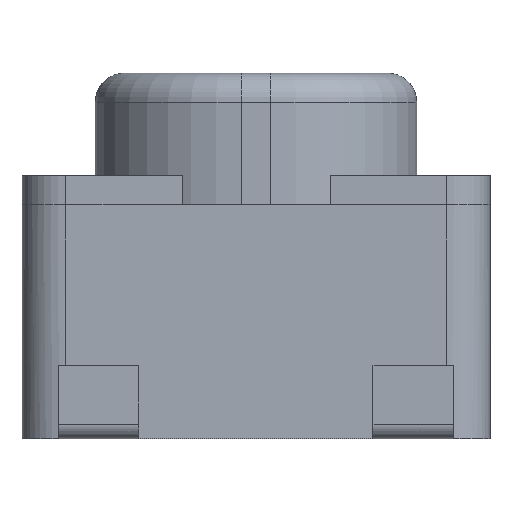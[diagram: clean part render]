
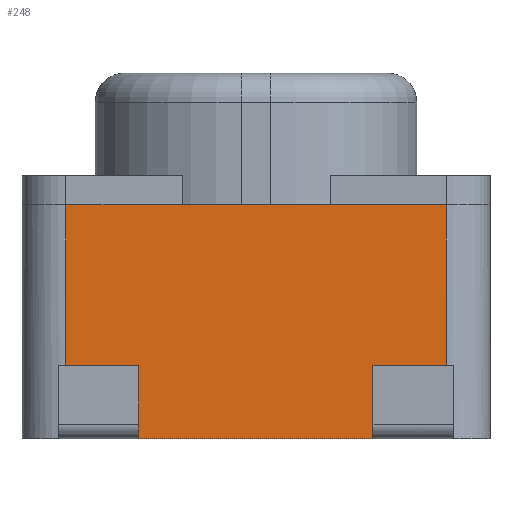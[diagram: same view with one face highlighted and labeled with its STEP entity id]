
A CAD part, left-side view. The second image highlights one B-rep face of the part: STEP entity #248.
In plain terms, the highlighted planar face has unit normal (-1, 0, 0).
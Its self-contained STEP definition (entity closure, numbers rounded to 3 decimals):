
#127 = VERTEX_POINT('',#128);
#128 = CARTESIAN_POINT('',(-2.1,-0.8,0.5));
#137 = VERTEX_POINT('',#138);
#138 = CARTESIAN_POINT('',(-2.1,-1.3,0.5));
#145 = EDGE_CURVE('',#137,#127,#146,.T.);
#146 = LINE('',#147,#148);
#147 = CARTESIAN_POINT('',(-2.1,-1.475,0.5));
#148 = VECTOR('',#149,1.);
#149 = DIRECTION('',(0.,1.,0.));
#160 = VERTEX_POINT('',#161);
#161 = CARTESIAN_POINT('',(-2.1,-0.8,0.));
#170 = EDGE_CURVE('',#127,#160,#171,.T.);
#171 = LINE('',#172,#173);
#172 = CARTESIAN_POINT('',(-2.1,-0.8,0.));
#173 = VECTOR('',#174,1.);
#174 = DIRECTION('',(0.,0.,-1.));
#229 = VERTEX_POINT('',#230);
#230 = CARTESIAN_POINT('',(-2.1,-1.3,1.6));
#237 = EDGE_CURVE('',#137,#229,#238,.T.);
#238 = LINE('',#239,#240);
#239 = CARTESIAN_POINT('',(-2.1,-1.3,0.));
#240 = VECTOR('',#241,1.);
#241 = DIRECTION('',(0.,0.,1.));
#248 = ADVANCED_FACE('',(#249),#308,.F.);
#249 = FACE_BOUND('',#250,.F.);
#250 = EDGE_LOOP('',(#251,#259,#260,#261,#262,#270,#278,#286,#294,#302)
  );
#251 = ORIENTED_EDGE('',*,*,#252,.F.);
#252 = EDGE_CURVE('',#229,#253,#255,.T.);
#253 = VERTEX_POINT('',#254);
#254 = CARTESIAN_POINT('',(-2.1,-0.507,1.6));
#255 = LINE('',#256,#257);
#256 = CARTESIAN_POINT('',(-2.1,-1.6,1.6));
#257 = VECTOR('',#258,1.);
#258 = DIRECTION('',(0.,1.,0.));
#259 = ORIENTED_EDGE('',*,*,#237,.F.);
#260 = ORIENTED_EDGE('',*,*,#145,.T.);
#261 = ORIENTED_EDGE('',*,*,#170,.T.);
#262 = ORIENTED_EDGE('',*,*,#263,.T.);
#263 = EDGE_CURVE('',#160,#264,#266,.T.);
#264 = VERTEX_POINT('',#265);
#265 = CARTESIAN_POINT('',(-2.1,0.8,0.));
#266 = LINE('',#267,#268);
#267 = CARTESIAN_POINT('',(-2.1,-1.6,0.));
#268 = VECTOR('',#269,1.);
#269 = DIRECTION('',(0.,1.,0.));
#270 = ORIENTED_EDGE('',*,*,#271,.F.);
#271 = EDGE_CURVE('',#272,#264,#274,.T.);
#272 = VERTEX_POINT('',#273);
#273 = CARTESIAN_POINT('',(-2.1,0.8,0.5));
#274 = LINE('',#275,#276);
#275 = CARTESIAN_POINT('',(-2.1,0.8,0.));
#276 = VECTOR('',#277,1.);
#277 = DIRECTION('',(0.,0.,-1.));
#278 = ORIENTED_EDGE('',*,*,#279,.T.);
#279 = EDGE_CURVE('',#272,#280,#282,.T.);
#280 = VERTEX_POINT('',#281);
#281 = CARTESIAN_POINT('',(-2.1,1.3,0.5));
#282 = LINE('',#283,#284);
#283 = CARTESIAN_POINT('',(-2.1,-0.4,0.5));
#284 = VECTOR('',#285,1.);
#285 = DIRECTION('',(0.,1.,0.));
#286 = ORIENTED_EDGE('',*,*,#287,.T.);
#287 = EDGE_CURVE('',#280,#288,#290,.T.);
#288 = VERTEX_POINT('',#289);
#289 = CARTESIAN_POINT('',(-2.1,1.3,1.6));
#290 = LINE('',#291,#292);
#291 = CARTESIAN_POINT('',(-2.1,1.3,0.));
#292 = VECTOR('',#293,1.);
#293 = DIRECTION('',(0.,0.,1.));
#294 = ORIENTED_EDGE('',*,*,#295,.F.);
#295 = EDGE_CURVE('',#296,#288,#298,.T.);
#296 = VERTEX_POINT('',#297);
#297 = CARTESIAN_POINT('',(-2.1,0.504,1.6));
#298 = LINE('',#299,#300);
#299 = CARTESIAN_POINT('',(-2.1,-1.6,1.6));
#300 = VECTOR('',#301,1.);
#301 = DIRECTION('',(0.,1.,0.));
#302 = ORIENTED_EDGE('',*,*,#303,.F.);
#303 = EDGE_CURVE('',#253,#296,#304,.T.);
#304 = LINE('',#305,#306);
#305 = CARTESIAN_POINT('',(-2.1,-1.6,1.6));
#306 = VECTOR('',#307,1.);
#307 = DIRECTION('',(0.,1.,0.));
#308 = PLANE('',#309);
#309 = AXIS2_PLACEMENT_3D('',#310,#311,#312);
#310 = CARTESIAN_POINT('',(-2.1,-1.6,0.));
#311 = DIRECTION('',(1.,0.,0.));
#312 = DIRECTION('',(0.,0.,1.));
